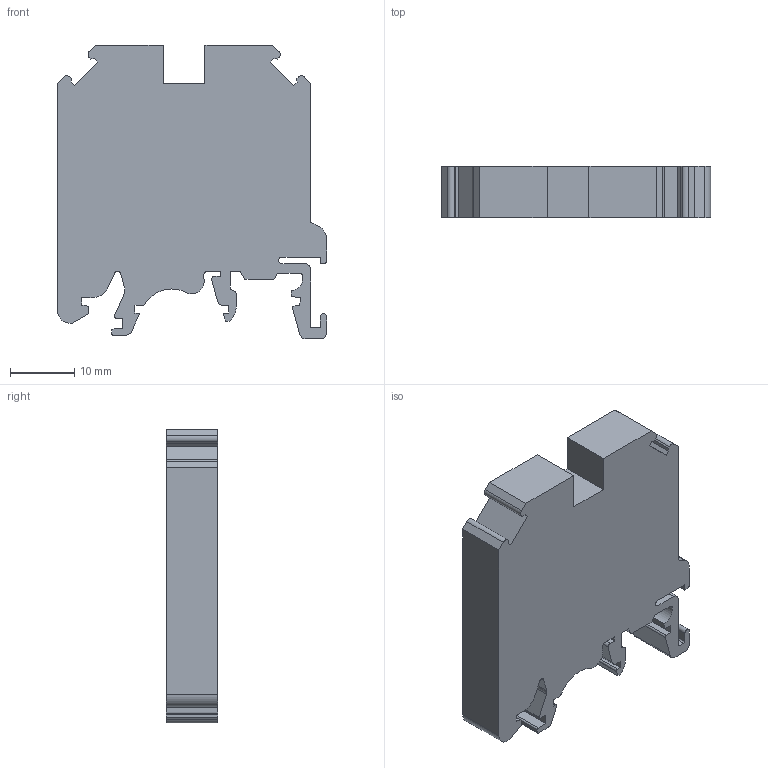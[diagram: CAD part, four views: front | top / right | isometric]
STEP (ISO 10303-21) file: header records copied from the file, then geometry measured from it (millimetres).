
FILE_DESCRIPTION(/* description */ ('Unknown'),/* implementation_level */ '2;1');
FILE_NAME(/* name */ 'kut6',/* time_stamp */ '2016-11-29T13:09:16+06:00',/* author */ ('Unknown'),/* organization */ ('Unknown'),/* preprocessor_version */ 'ST-DEVELOPER v16',/* originating_system */ 'DEX',/* authorisation */ $);
FILE_SCHEMA (('AUTOMOTIVE_DESIGN {1 0 10303 214 3 1 1}'));
Length unit declared in the file: millimetre
Products named in the file (1): Part1
Bounding box: 41.95 x 8 x 45.8 mm (x, y, z)
Volume: 11736.2 mm3; surface area: 5077.7 mm2
Topology: 1 solids, 1 shells, 113 faces, 333 edges, 222 vertices
Faces by surface type: plane 78, cylinder 35
Entity records: 3787 total; most frequent: CARTESIAN_POINT 669, ORIENTED_EDGE 666, DIRECTION 631, EDGE_CURVE 333, LINE 263, VECTOR 263, VERTEX_POINT 222, AXIS2_PLACEMENT_3D 184
